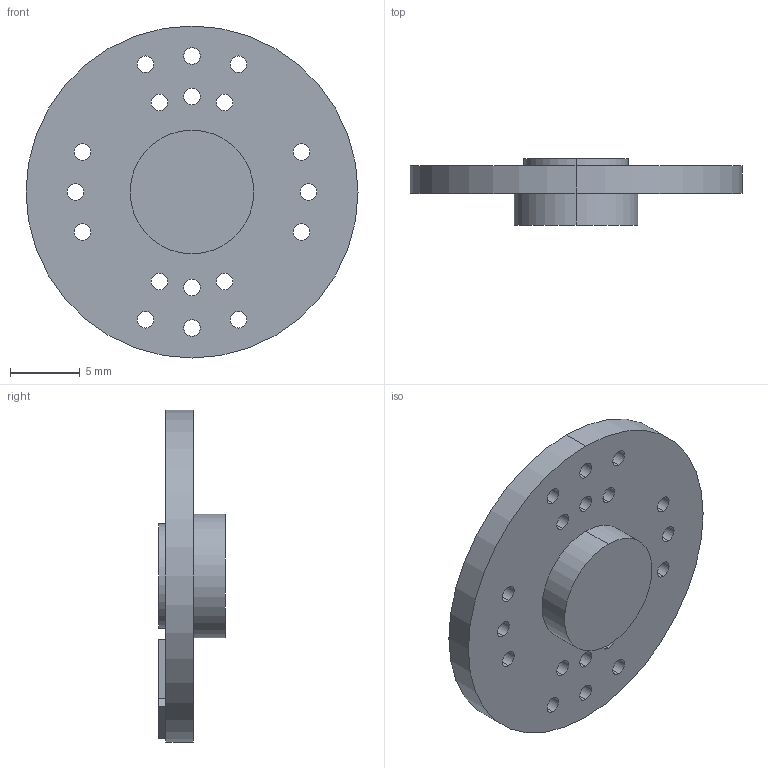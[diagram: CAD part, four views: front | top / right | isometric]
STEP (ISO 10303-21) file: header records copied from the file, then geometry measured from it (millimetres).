
FILE_DESCRIPTION (( 'STEP AP203' ), '1' );
FILE_NAME ('Servo Horn.STEP', '2012-08-02T07:48:56', ( 'Tomana ' ), ( 'metalDESIGN' ), 'SwSTEP 2.0', 'SolidWorks 2011', '' );
FILE_SCHEMA (( 'CONFIG_CONTROL_DESIGN' ));
Length unit declared in the file: inch
Products named in the file (1): Servo Horn
Bounding box: 23.88 x 4.78 x 23.88 mm (x, y, z)
Volume: 1003.3 mm3; surface area: 1241.6 mm2
Topology: 1 solids, 1 shells, 65 faces, 174 edges, 116 vertices
Faces by surface type: cylinder 44, plane 21
Entity records: 2227 total; most frequent: DIRECTION 394, CARTESIAN_POINT 356, ORIENTED_EDGE 348, EDGE_CURVE 174, AXIS2_PLACEMENT_3D 154, VERTEX_POINT 116, EDGE_LOOP 106, CIRCLE 88
